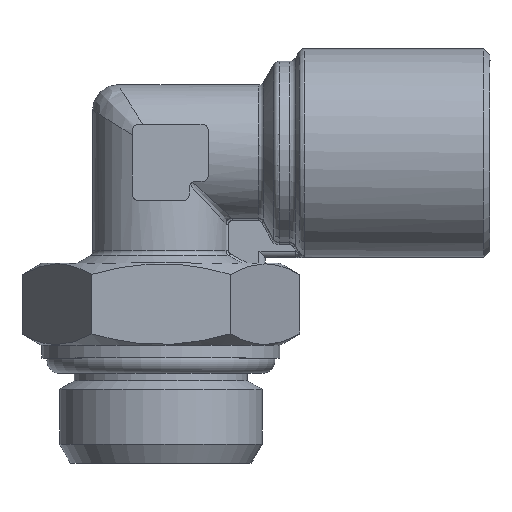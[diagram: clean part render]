
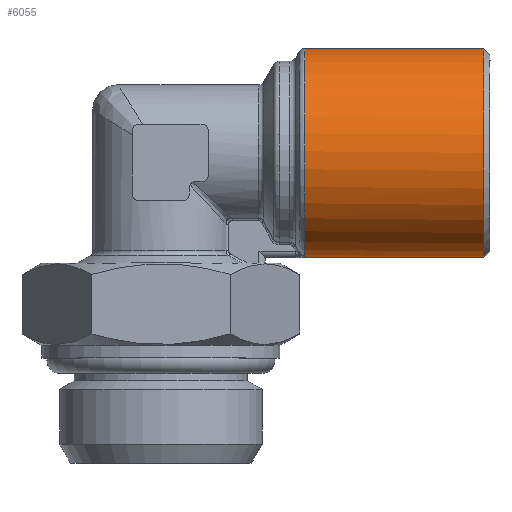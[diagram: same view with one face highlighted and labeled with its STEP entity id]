
A CAD part, top view. The second image highlights one B-rep face of the part: STEP entity #6055.
In plain terms, the highlighted cylindrical face has radius 8.25 mm (diameter 16.5 mm), a full revolution.
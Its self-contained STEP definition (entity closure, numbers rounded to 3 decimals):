
#93=CYLINDRICAL_SURFACE('',#6308,8.25);
#2196=ORIENTED_EDGE('',*,*,#2427,.T.);
#2197=ORIENTED_EDGE('',*,*,#2431,.T.);
#2198=ORIENTED_EDGE('',*,*,#2826,.T.);
#2199=ORIENTED_EDGE('',*,*,#2823,.F.);
#2427=EDGE_CURVE('',#3010,#3013,#3272,.T.);
#2431=EDGE_CURVE('',#3013,#3016,#3275,.T.);
#2823=EDGE_CURVE('',#3237,#3237,#3327,.T.);
#2826=EDGE_CURVE('',#3016,#3010,#3330,.T.);
#3010=VERTEX_POINT('',#8636);
#3013=VERTEX_POINT('',#8641);
#3016=VERTEX_POINT('',#8649);
#3237=VERTEX_POINT('',#13469);
#3272=CIRCLE('',#6132,8.25);
#3275=CIRCLE('',#6136,8.25);
#3327=CIRCLE('',#6296,8.25);
#3330=CIRCLE('',#6301,8.25);
#3618=EDGE_LOOP('',(#2196,#2197,#2198));
#3619=EDGE_LOOP('',(#2199));
#3919=FACE_BOUND('',#3618,.T.);
#3920=FACE_BOUND('',#3619,.T.);
#6055=ADVANCED_FACE('',(#3919,#3920),#93,.T.);
#6132=AXIS2_PLACEMENT_3D('',#8642,#6541,#6542);
#6136=AXIS2_PLACEMENT_3D('',#8650,#6550,#6551);
#6296=AXIS2_PLACEMENT_3D('',#13468,#7068,#7069);
#6301=AXIS2_PLACEMENT_3D('',#13474,#7078,#7079);
#6308=AXIS2_PLACEMENT_3D('',#13481,#7092,#7093);
#6541=DIRECTION('',(1.,0.,0.));
#6542=DIRECTION('',(0.,1.,0.));
#6550=DIRECTION('',(1.,0.,0.));
#6551=DIRECTION('',(0.,1.,0.));
#7068=DIRECTION('',(1.,0.,0.));
#7069=DIRECTION('',(0.,0.,1.));
#7078=DIRECTION('',(1.,0.,0.));
#7079=DIRECTION('',(0.,1.,0.));
#7092=DIRECTION('',(-1.,0.,0.));
#7093=DIRECTION('',(0.,-1.,0.));
#8636=CARTESIAN_POINT('',(11.355,-8.081,1.66));
#8641=CARTESIAN_POINT('',(11.355,-8.25,0.));
#8642=CARTESIAN_POINT('',(11.355,0.,0.));
#8649=CARTESIAN_POINT('',(11.355,-8.081,-1.66));
#8650=CARTESIAN_POINT('',(11.355,0.,0.));
#13468=CARTESIAN_POINT('',(25.5,0.,0.));
#13469=CARTESIAN_POINT('',(25.5,0.,8.25));
#13474=CARTESIAN_POINT('',(11.355,0.,0.));
#13481=CARTESIAN_POINT('',(10.,0.,0.));
